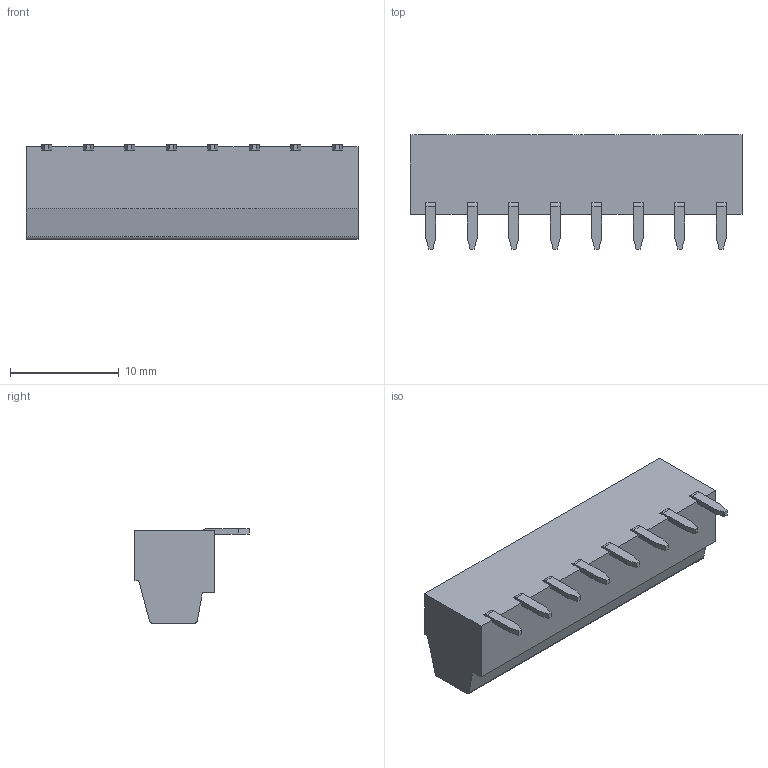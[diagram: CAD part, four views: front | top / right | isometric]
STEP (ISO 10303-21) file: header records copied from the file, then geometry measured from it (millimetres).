
FILE_DESCRIPTION( ( 'STEP AP214' ), '1' );
FILE_NAME( ' ', ' ', ( ' ' ), ( ' ' ), 'PSStep 11.0', 'VISI 17.0', ' ' );
FILE_SCHEMA( ( 'AUTOMOTIVE_DESIGN { 1 0 10303 214 1 1 1 1 }' ) );
Length unit declared in the file: millimetre
Products named in the file (1): 1
Bounding box: 30.48 x 10.5 x 8.7 mm (x, y, z)
Volume: 1438.4 mm3; surface area: 1715.2 mm2
Topology: 1 solids, 1 shells, 268 faces, 678 edges, 444 vertices
Faces by surface type: plane 210, cylinder 42, cone 8, torus 8
Full cylindrical faces by diameter (mm): 2 x8, 2.1 x8, 2.8 x8, 3 x8
Entity records: 9671 total; most frequent: CARTESIAN_POINT 1295, DIRECTION 1260, ORIENTED_EDGE 1212, EDGE_CURVE 606, LINE 490, VECTOR 490, VERTEX_POINT 420, AXIS2_PLACEMENT_3D 385
